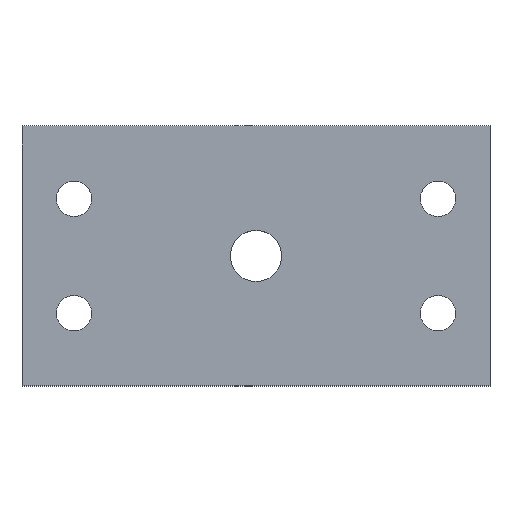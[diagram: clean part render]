
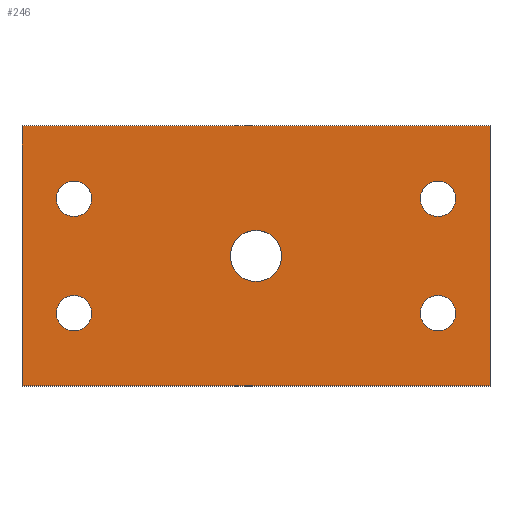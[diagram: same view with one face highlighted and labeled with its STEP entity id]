
A CAD part, top view. The second image highlights one B-rep face of the part: STEP entity #246.
In plain terms, the highlighted planar face has unit normal (0, 0, 1).
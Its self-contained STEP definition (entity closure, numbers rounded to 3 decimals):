
#20=FACE_BOUND('',#58,.T.);
#21=FACE_BOUND('',#59,.T.);
#22=FACE_BOUND('',#60,.T.);
#23=FACE_BOUND('',#61,.T.);
#24=FACE_BOUND('',#62,.T.);
#30=PLANE('',#292);
#41=FACE_OUTER_BOUND('',#57,.T.);
#57=EDGE_LOOP('',(#217,#218,#219,#220));
#58=EDGE_LOOP('',(#221,#222));
#59=EDGE_LOOP('',(#223,#224));
#60=EDGE_LOOP('',(#225,#226));
#61=EDGE_LOOP('',(#227,#228));
#62=EDGE_LOOP('',(#229,#230));
#68=LINE('',#408,#85);
#72=LINE('',#416,#89);
#75=LINE('',#422,#92);
#78=LINE('',#427,#95);
#85=VECTOR('',#342,10.);
#89=VECTOR('',#348,10.);
#92=VECTOR('',#353,10.);
#95=VECTOR('',#358,10.);
#97=CIRCLE('',#268,2.459);
#98=CIRCLE('',#269,2.459);
#100=CIRCLE('',#272,1.7);
#101=CIRCLE('',#273,1.7);
#103=CIRCLE('',#276,1.7);
#104=CIRCLE('',#277,1.7);
#106=CIRCLE('',#280,1.7);
#107=CIRCLE('',#281,1.7);
#109=CIRCLE('',#284,1.7);
#110=CIRCLE('',#285,1.7);
#112=VERTEX_POINT('',#366);
#113=VERTEX_POINT('',#367);
#115=VERTEX_POINT('',#374);
#116=VERTEX_POINT('',#375);
#118=VERTEX_POINT('',#382);
#119=VERTEX_POINT('',#383);
#121=VERTEX_POINT('',#390);
#122=VERTEX_POINT('',#391);
#124=VERTEX_POINT('',#398);
#125=VERTEX_POINT('',#399);
#127=VERTEX_POINT('',#406);
#128=VERTEX_POINT('',#407);
#131=VERTEX_POINT('',#415);
#133=VERTEX_POINT('',#421);
#135=EDGE_CURVE('',#112,#113,#97,.T.);
#136=EDGE_CURVE('',#113,#112,#98,.T.);
#139=EDGE_CURVE('',#115,#116,#100,.T.);
#140=EDGE_CURVE('',#116,#115,#101,.T.);
#143=EDGE_CURVE('',#118,#119,#103,.T.);
#144=EDGE_CURVE('',#119,#118,#104,.T.);
#147=EDGE_CURVE('',#121,#122,#106,.T.);
#148=EDGE_CURVE('',#122,#121,#107,.T.);
#151=EDGE_CURVE('',#124,#125,#109,.T.);
#152=EDGE_CURVE('',#125,#124,#110,.T.);
#155=EDGE_CURVE('',#127,#128,#68,.T.);
#159=EDGE_CURVE('',#131,#127,#72,.T.);
#162=EDGE_CURVE('',#133,#131,#75,.T.);
#165=EDGE_CURVE('',#128,#133,#78,.T.);
#217=ORIENTED_EDGE('',*,*,#165,.F.);
#218=ORIENTED_EDGE('',*,*,#155,.F.);
#219=ORIENTED_EDGE('',*,*,#159,.F.);
#220=ORIENTED_EDGE('',*,*,#162,.F.);
#221=ORIENTED_EDGE('',*,*,#135,.T.);
#222=ORIENTED_EDGE('',*,*,#136,.T.);
#223=ORIENTED_EDGE('',*,*,#139,.T.);
#224=ORIENTED_EDGE('',*,*,#140,.T.);
#225=ORIENTED_EDGE('',*,*,#143,.T.);
#226=ORIENTED_EDGE('',*,*,#144,.T.);
#227=ORIENTED_EDGE('',*,*,#147,.T.);
#228=ORIENTED_EDGE('',*,*,#148,.T.);
#229=ORIENTED_EDGE('',*,*,#151,.T.);
#230=ORIENTED_EDGE('',*,*,#152,.T.);
#246=ADVANCED_FACE('',(#41,#20,#21,#22,#23,#24),#30,.T.);
#268=AXIS2_PLACEMENT_3D('',#368,#297,#298);
#269=AXIS2_PLACEMENT_3D('',#369,#299,#300);
#272=AXIS2_PLACEMENT_3D('',#376,#306,#307);
#273=AXIS2_PLACEMENT_3D('',#377,#308,#309);
#276=AXIS2_PLACEMENT_3D('',#384,#315,#316);
#277=AXIS2_PLACEMENT_3D('',#385,#317,#318);
#280=AXIS2_PLACEMENT_3D('',#392,#324,#325);
#281=AXIS2_PLACEMENT_3D('',#393,#326,#327);
#284=AXIS2_PLACEMENT_3D('',#400,#333,#334);
#285=AXIS2_PLACEMENT_3D('',#401,#335,#336);
#292=AXIS2_PLACEMENT_3D('',#430,#362,#363);
#297=DIRECTION('center_axis',(0.,0.,-1.));
#298=DIRECTION('ref_axis',(1.,0.,0.));
#299=DIRECTION('center_axis',(0.,0.,-1.));
#300=DIRECTION('ref_axis',(1.,0.,0.));
#306=DIRECTION('center_axis',(0.,0.,-1.));
#307=DIRECTION('ref_axis',(1.,0.,0.));
#308=DIRECTION('center_axis',(0.,0.,-1.));
#309=DIRECTION('ref_axis',(1.,0.,0.));
#315=DIRECTION('center_axis',(0.,0.,-1.));
#316=DIRECTION('ref_axis',(1.,0.,0.));
#317=DIRECTION('center_axis',(0.,0.,-1.));
#318=DIRECTION('ref_axis',(1.,0.,0.));
#324=DIRECTION('center_axis',(0.,0.,-1.));
#325=DIRECTION('ref_axis',(1.,0.,0.));
#326=DIRECTION('center_axis',(0.,0.,-1.));
#327=DIRECTION('ref_axis',(1.,0.,0.));
#333=DIRECTION('center_axis',(0.,0.,-1.));
#334=DIRECTION('ref_axis',(1.,0.,0.));
#335=DIRECTION('center_axis',(0.,0.,-1.));
#336=DIRECTION('ref_axis',(1.,0.,0.));
#342=DIRECTION('',(0.,1.,0.));
#348=DIRECTION('',(-1.,0.,0.));
#353=DIRECTION('',(0.,-1.,0.));
#358=DIRECTION('',(1.,0.,0.));
#362=DIRECTION('center_axis',(0.,0.,1.));
#363=DIRECTION('ref_axis',(1.,0.,0.));
#366=CARTESIAN_POINT('',(2.459,0.,0.));
#367=CARTESIAN_POINT('',(-2.459,0.,0.));
#368=CARTESIAN_POINT('Origin',(0.,0.,0.));
#369=CARTESIAN_POINT('Origin',(0.,0.,0.));
#374=CARTESIAN_POINT('',(19.2,-5.5,0.));
#375=CARTESIAN_POINT('',(15.8,-5.5,0.));
#376=CARTESIAN_POINT('Origin',(17.5,-5.5,0.));
#377=CARTESIAN_POINT('Origin',(17.5,-5.5,0.));
#382=CARTESIAN_POINT('',(-15.8,5.5,0.));
#383=CARTESIAN_POINT('',(-19.2,5.5,0.));
#384=CARTESIAN_POINT('Origin',(-17.5,5.5,0.));
#385=CARTESIAN_POINT('Origin',(-17.5,5.5,0.));
#390=CARTESIAN_POINT('',(19.2,5.5,0.));
#391=CARTESIAN_POINT('',(15.8,5.5,0.));
#392=CARTESIAN_POINT('Origin',(17.5,5.5,0.));
#393=CARTESIAN_POINT('Origin',(17.5,5.5,0.));
#398=CARTESIAN_POINT('',(-15.8,-5.5,0.));
#399=CARTESIAN_POINT('',(-19.2,-5.5,0.));
#400=CARTESIAN_POINT('Origin',(-17.5,-5.5,0.));
#401=CARTESIAN_POINT('Origin',(-17.5,-5.5,0.));
#406=CARTESIAN_POINT('',(-22.5,-12.5,0.));
#407=CARTESIAN_POINT('',(-22.5,12.5,0.));
#408=CARTESIAN_POINT('',(-22.5,-12.5,0.));
#415=CARTESIAN_POINT('',(22.5,-12.5,0.));
#416=CARTESIAN_POINT('',(22.5,-12.5,0.));
#421=CARTESIAN_POINT('',(22.5,12.5,0.));
#422=CARTESIAN_POINT('',(22.5,12.5,0.));
#427=CARTESIAN_POINT('',(-22.5,12.5,0.));
#430=CARTESIAN_POINT('Origin',(0.,0.,0.));
